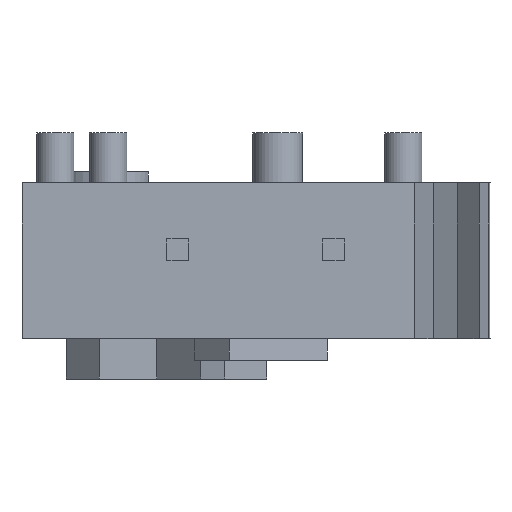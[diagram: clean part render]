
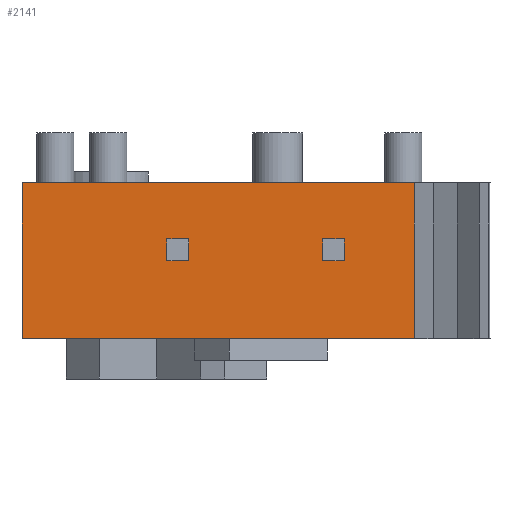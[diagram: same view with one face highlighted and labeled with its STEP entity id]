
A CAD part, front view. The second image highlights one B-rep face of the part: STEP entity #2141.
In plain terms, the highlighted planar face has unit normal (0, -1, 0).
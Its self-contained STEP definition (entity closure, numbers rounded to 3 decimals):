
#186=ORIENTED_EDGE('',*,*,#614,.T.);
#187=ORIENTED_EDGE('',*,*,#615,.T.);
#188=ORIENTED_EDGE('',*,*,#616,.T.);
#189=ORIENTED_EDGE('',*,*,#617,.T.);
#190=ORIENTED_EDGE('',*,*,#618,.T.);
#191=ORIENTED_EDGE('',*,*,#619,.T.);
#192=ORIENTED_EDGE('',*,*,#620,.T.);
#193=ORIENTED_EDGE('',*,*,#621,.T.);
#194=ORIENTED_EDGE('',*,*,#622,.T.);
#195=ORIENTED_EDGE('',*,*,#623,.F.);
#196=ORIENTED_EDGE('',*,*,#624,.F.);
#197=ORIENTED_EDGE('',*,*,#612,.T.);
#612=EDGE_CURVE('',#821,#820,#963,.T.);
#614=EDGE_CURVE('',#822,#823,#965,.T.);
#615=EDGE_CURVE('',#823,#824,#966,.T.);
#616=EDGE_CURVE('',#824,#825,#967,.T.);
#617=EDGE_CURVE('',#825,#822,#968,.T.);
#618=EDGE_CURVE('',#826,#827,#969,.T.);
#619=EDGE_CURVE('',#827,#828,#970,.T.);
#620=EDGE_CURVE('',#828,#829,#971,.T.);
#621=EDGE_CURVE('',#829,#826,#972,.T.);
#622=EDGE_CURVE('',#820,#830,#973,.T.);
#623=EDGE_CURVE('',#831,#830,#974,.T.);
#624=EDGE_CURVE('',#821,#831,#975,.T.);
#820=VERTEX_POINT('',#2954);
#821=VERTEX_POINT('',#2956);
#822=VERTEX_POINT('',#2960);
#823=VERTEX_POINT('',#2961);
#824=VERTEX_POINT('',#2963);
#825=VERTEX_POINT('',#2965);
#826=VERTEX_POINT('',#2968);
#827=VERTEX_POINT('',#2969);
#828=VERTEX_POINT('',#2971);
#829=VERTEX_POINT('',#2973);
#830=VERTEX_POINT('',#2976);
#831=VERTEX_POINT('',#2978);
#963=LINE('',#2955,#1142);
#965=LINE('',#2959,#1144);
#966=LINE('',#2962,#1145);
#967=LINE('',#2964,#1146);
#968=LINE('',#2966,#1147);
#969=LINE('',#2967,#1148);
#970=LINE('',#2970,#1149);
#971=LINE('',#2972,#1150);
#972=LINE('',#2974,#1151);
#973=LINE('',#2975,#1152);
#974=LINE('',#2977,#1153);
#975=LINE('',#2979,#1154);
#1142=VECTOR('',#2482,1000.);
#1144=VECTOR('',#2486,1000.);
#1145=VECTOR('',#2487,1000.);
#1146=VECTOR('',#2488,1000.);
#1147=VECTOR('',#2489,1000.);
#1148=VECTOR('',#2490,1000.);
#1149=VECTOR('',#2491,1000.);
#1150=VECTOR('',#2492,1000.);
#1151=VECTOR('',#2493,1000.);
#1152=VECTOR('',#2494,1000.);
#1153=VECTOR('',#2495,1000.);
#1154=VECTOR('',#2496,1000.);
#1274=EDGE_LOOP('',(#186,#187,#188,#189));
#1275=EDGE_LOOP('',(#190,#191,#192,#193));
#1276=EDGE_LOOP('',(#194,#195,#196,#197));
#1371=FACE_BOUND('',#1274,.T.);
#1372=FACE_BOUND('',#1275,.T.);
#1373=FACE_BOUND('',#1276,.T.);
#1466=PLANE('',#2253);
#2141=ADVANCED_FACE('',(#1371,#1372,#1373),#1466,.F.);
#2253=AXIS2_PLACEMENT_3D('',#2958,#2484,#2485);
#2482=DIRECTION('',(0.,0.,-1.));
#2484=DIRECTION('',(0.,1.,0.));
#2485=DIRECTION('',(0.,0.,1.));
#2486=DIRECTION('',(0.,0.,-1.));
#2487=DIRECTION('',(-1.,0.,0.));
#2488=DIRECTION('',(0.,0.,1.));
#2489=DIRECTION('',(1.,0.,0.));
#2490=DIRECTION('',(0.,0.,-1.));
#2491=DIRECTION('',(-1.,0.,0.));
#2492=DIRECTION('',(0.,0.,1.));
#2493=DIRECTION('',(1.,0.,0.));
#2494=DIRECTION('',(1.,0.,0.));
#2495=DIRECTION('',(0.,0.,-1.));
#2496=DIRECTION('',(1.,0.,0.));
#2954=CARTESIAN_POINT('',(-5.,0.,0.));
#2955=CARTESIAN_POINT('',(-5.,0.,5.));
#2956=CARTESIAN_POINT('',(-5.,0.,5.));
#2958=CARTESIAN_POINT('',(-5.,0.,5.));
#2959=CARTESIAN_POINT('',(5.35,0.,3.2));
#2960=CARTESIAN_POINT('',(5.35,0.,3.2));
#2961=CARTESIAN_POINT('',(5.35,0.,2.5));
#2962=CARTESIAN_POINT('',(5.35,0.,2.5));
#2963=CARTESIAN_POINT('',(4.65,0.,2.5));
#2964=CARTESIAN_POINT('',(4.65,0.,2.5));
#2965=CARTESIAN_POINT('',(4.65,0.,3.2));
#2966=CARTESIAN_POINT('',(4.65,0.,3.2));
#2967=CARTESIAN_POINT('',(0.35,0.,3.2));
#2968=CARTESIAN_POINT('',(0.35,0.,3.2));
#2969=CARTESIAN_POINT('',(0.35,0.,2.5));
#2970=CARTESIAN_POINT('',(0.35,0.,2.5));
#2971=CARTESIAN_POINT('',(-0.35,0.,2.5));
#2972=CARTESIAN_POINT('',(-0.35,0.,2.5));
#2973=CARTESIAN_POINT('',(-0.35,0.,3.2));
#2974=CARTESIAN_POINT('',(-0.35,0.,3.2));
#2975=CARTESIAN_POINT('',(-5.,0.,0.));
#2976=CARTESIAN_POINT('',(7.6,0.,0.));
#2977=CARTESIAN_POINT('',(7.6,0.,5.));
#2978=CARTESIAN_POINT('',(7.6,0.,5.));
#2979=CARTESIAN_POINT('',(-5.,0.,5.));
